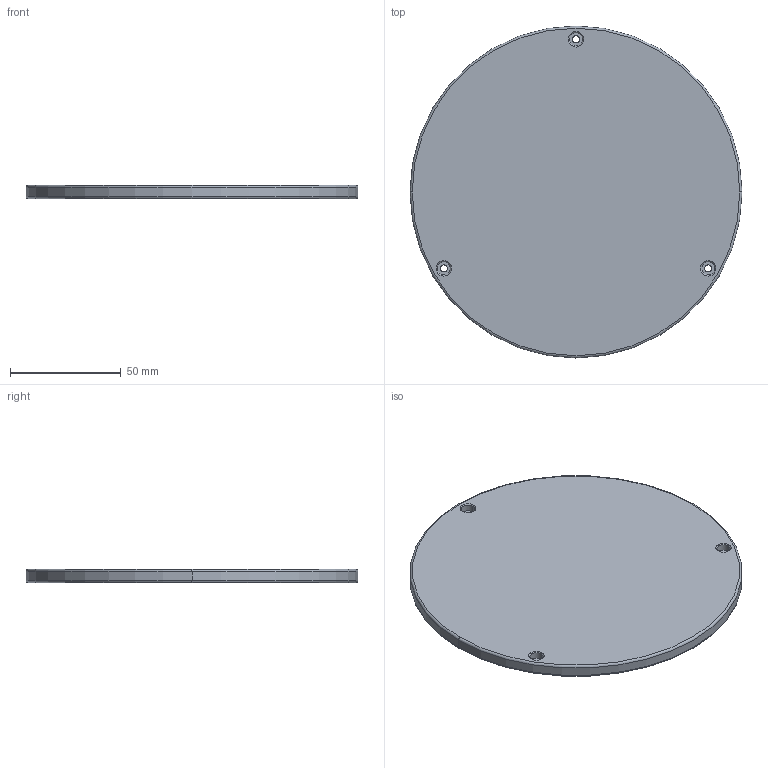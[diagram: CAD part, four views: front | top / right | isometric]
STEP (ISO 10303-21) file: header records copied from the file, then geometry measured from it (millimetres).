
FILE_DESCRIPTION (( 'STEP AP214' ), '1' );
FILE_NAME ('Bed.STEP', '2024-12-08T11:48:17', ( '' ), ( '' ), 'SwSTEP 2.0', 'SolidWorks 2024', '' );
FILE_SCHEMA (( 'AUTOMOTIVE_DESIGN' ));
Length unit declared in the file: millimetre
Products named in the file (1): Bed
Bounding box: 150 x 150 x 6 mm (x, y, z)
Volume: 79725.9 mm3; surface area: 38433.5 mm2
Topology: 1 solids, 1 shells, 34 faces, 72 edges, 44 vertices
Faces by surface type: cylinder 14, torus 8, cone 6, plane 6
Entity records: 967 total; most frequent: DIRECTION 194, CARTESIAN_POINT 151, ORIENTED_EDGE 144, AXIS2_PLACEMENT_3D 87, EDGE_CURVE 72, CIRCLE 52, VERTEX_POINT 44, EDGE_LOOP 44
